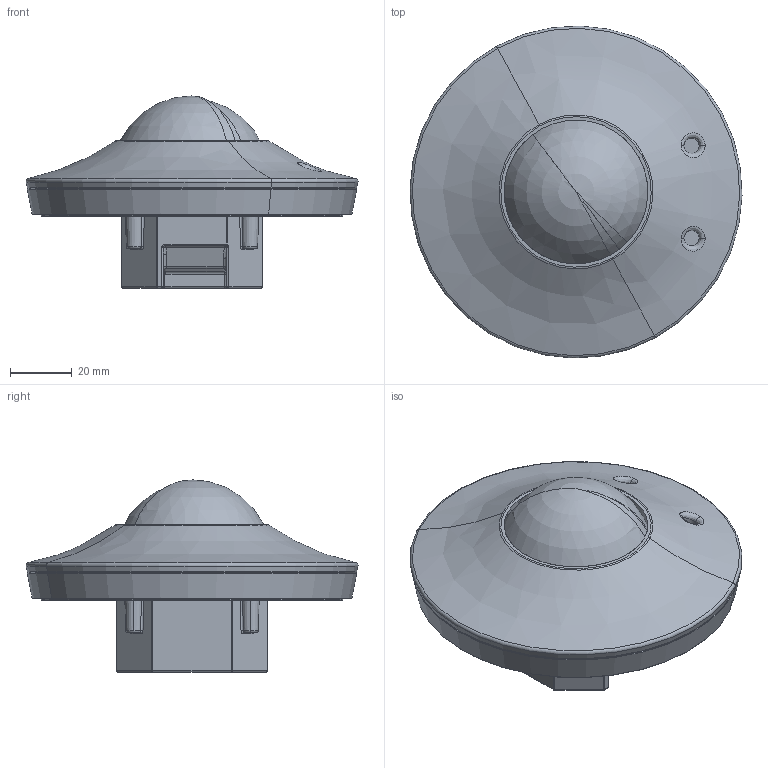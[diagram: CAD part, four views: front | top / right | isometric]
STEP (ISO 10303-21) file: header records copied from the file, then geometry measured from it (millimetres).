
FILE_DESCRIPTION((''),'2;1');
FILE_NAME('','',('none'),('none'),'','','none');
FILE_SCHEMA(('CONFIG_CONTROL_DESIGN'));
Length unit declared in the file: millimetre
Products named in the file (1): EP10427206
Bounding box: 107.79 x 107.79 x 62.4 mm (x, y, z)
Volume: 214062.3 mm3; surface area: 66900.3 mm2
Topology: 7 solids, 7 shells, 416 faces, 1005 edges, 576 vertices
Faces by surface type: cylinder 178, plane 98, sphere 50, torus 43, bspline 29, cone 16, revolution 2
Entity records: 14126 total; most frequent: CARTESIAN_POINT 5275, ORIENTED_EDGE 1908, DIRECTION 1522, EDGE_CURVE 954, AXIS2_PLACEMENT_3D 800, VERTEX_POINT 576, CIRCLE 467, EDGE_LOOP 454
